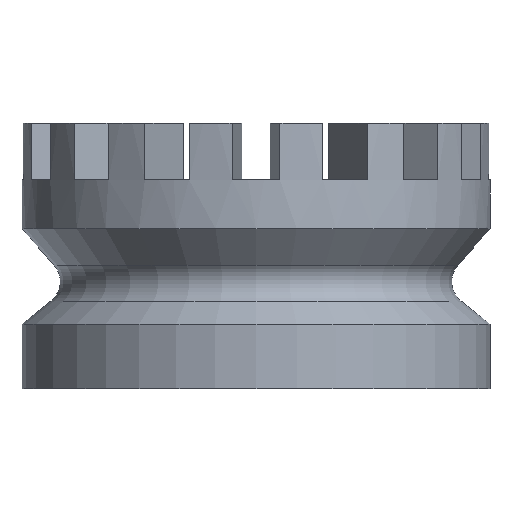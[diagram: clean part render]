
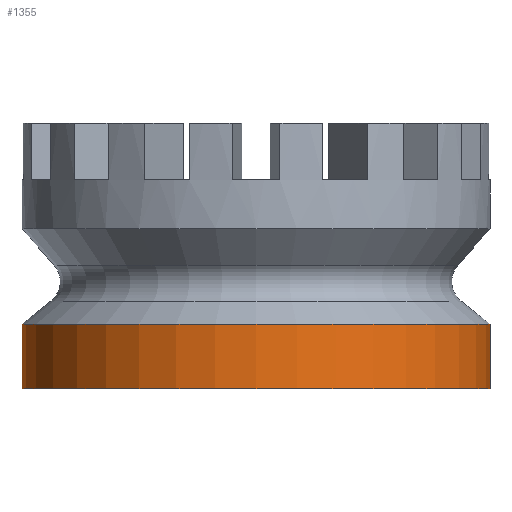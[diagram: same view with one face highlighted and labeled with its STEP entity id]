
A CAD part, left-side view. The second image highlights one B-rep face of the part: STEP entity #1355.
In plain terms, the highlighted cylindrical face has radius 3.67 mm (diameter 7.341 mm), a partial arc.
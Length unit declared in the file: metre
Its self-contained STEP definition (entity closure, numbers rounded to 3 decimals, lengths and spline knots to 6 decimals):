
#27=DIRECTION('',(0.,0.,1.));
#28=VECTOR('',#27,0.001016);
#29=CARTESIAN_POINT('',(0.,0.00367,-0.001681));
#30=LINE('',#29,#28);
#31=DIRECTION('',(0.,0.,1.));
#32=VECTOR('',#31,0.001016);
#33=CARTESIAN_POINT('',(0.,-0.00367,-0.001681));
#34=LINE('',#33,#32);
#35=CARTESIAN_POINT('',(0.,0.,-0.001681));
#36=DIRECTION('',(0.,0.,1.));
#37=DIRECTION('',(0.,1.,0.));
#38=AXIS2_PLACEMENT_3D('',#35,#36,#37);
#58=CARTESIAN_POINT('',(0.,0.,-0.000665));
#59=DIRECTION('',(0.,0.,1.));
#60=DIRECTION('',(0.,1.,0.));
#61=AXIS2_PLACEMENT_3D('',#58,#59,#60);
#1011=CARTESIAN_POINT('',(0.,0.00367,-0.001681));
#1012=CARTESIAN_POINT('',(0.,0.00367,-0.000665));
#1013=VERTEX_POINT('',#1011);
#1014=VERTEX_POINT('',#1012);
#1021=CARTESIAN_POINT('',(0.,-0.00367,-0.001681));
#1022=CARTESIAN_POINT('',(0.,-0.00367,-0.000665));
#1023=VERTEX_POINT('',#1021);
#1024=VERTEX_POINT('',#1022);
#1341=CARTESIAN_POINT('',(0.,0.,0.002696));
#1342=DIRECTION('',(0.,0.,-1.));
#1343=DIRECTION('',(0.,-1.,0.));
#1344=AXIS2_PLACEMENT_3D('',#1341,#1342,#1343);
#1345=CYLINDRICAL_SURFACE('',#1344,0.00367);
#1347=ORIENTED_EDGE('',*,*,#1346,.T.);
#1349=ORIENTED_EDGE('',*,*,#1348,.T.);
#1351=ORIENTED_EDGE('',*,*,#1350,.F.);
#1352=ORIENTED_EDGE('',*,*,#1320,.F.);
#1353=EDGE_LOOP('',(#1347,#1349,#1351,#1352));
#1354=FACE_OUTER_BOUND('',#1353,.F.);
#1355=ADVANCED_FACE('',(#1354),#1345,.T.);
#39=CIRCLE('',#38,0.00367);
#62=CIRCLE('',#61,0.00367);
#1320=EDGE_CURVE('',#1013,#1023,#39,.T.);
#1346=EDGE_CURVE('',#1013,#1014,#30,.T.);
#1348=EDGE_CURVE('',#1014,#1024,#62,.T.);
#1350=EDGE_CURVE('',#1023,#1024,#34,.T.);
